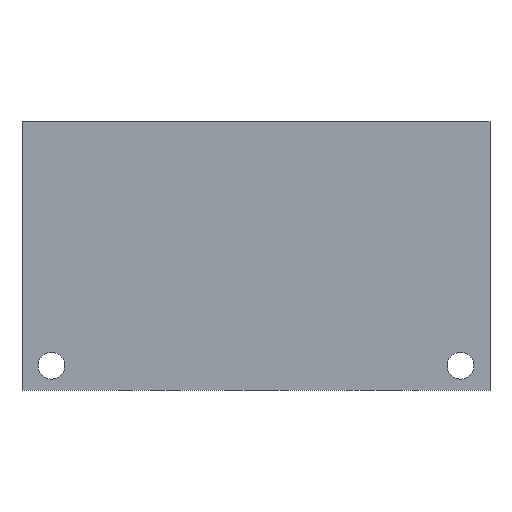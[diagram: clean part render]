
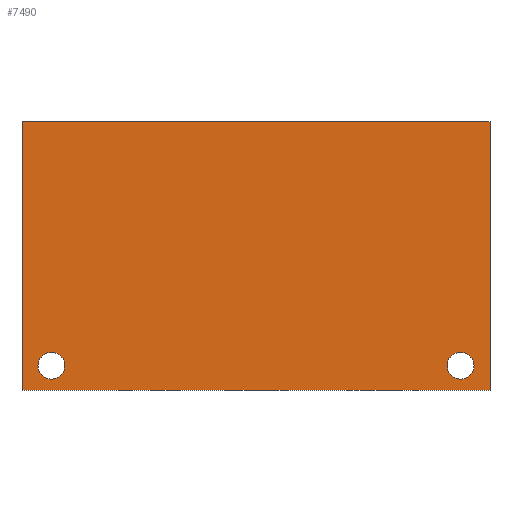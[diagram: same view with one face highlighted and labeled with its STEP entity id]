
A CAD part, front view. The second image highlights one B-rep face of the part: STEP entity #7490.
In plain terms, the highlighted planar face has unit normal (0, -1, 0).
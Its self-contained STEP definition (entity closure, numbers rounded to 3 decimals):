
#339=CIRCLE('',#10474,3.25);
#340=CIRCLE('',#10475,3.25);
#816=ORIENTED_EDGE('',*,*,#2948,.F.);
#817=ORIENTED_EDGE('',*,*,#2949,.F.);
#818=ORIENTED_EDGE('',*,*,#2950,.F.);
#819=ORIENTED_EDGE('',*,*,#2947,.F.);
#820=ORIENTED_EDGE('',*,*,#2882,.T.);
#821=ORIENTED_EDGE('',*,*,#2951,.T.);
#2882=EDGE_CURVE('',#3952,#3951,#4706,.T.);
#2947=EDGE_CURVE('',#3952,#4013,#4737,.T.);
#2948=EDGE_CURVE('',#4014,#4014,#339,.T.);
#2949=EDGE_CURVE('',#4015,#4015,#340,.T.);
#2950=EDGE_CURVE('',#4013,#4016,#4738,.T.);
#2951=EDGE_CURVE('',#3951,#4016,#4739,.T.);
#3951=VERTEX_POINT('',#13808);
#3952=VERTEX_POINT('',#13810);
#4013=VERTEX_POINT('',#13965);
#4014=VERTEX_POINT('',#13969);
#4015=VERTEX_POINT('',#13971);
#4016=VERTEX_POINT('',#13973);
#4706=LINE('',#13809,#5321);
#4737=LINE('',#13966,#5352);
#4738=LINE('',#13972,#5353);
#4739=LINE('',#13974,#5354);
#5321=VECTOR('',#11367,1000.);
#5352=VECTOR('',#11472,1000.);
#5353=VECTOR('',#11479,1000.);
#5354=VECTOR('',#11480,1000.);
#5965=EDGE_LOOP('',(#816));
#5966=EDGE_LOOP('',(#817));
#5967=EDGE_LOOP('',(#818,#819,#820,#821));
#6619=FACE_BOUND('',#5965,.T.);
#6620=FACE_BOUND('',#5966,.T.);
#6621=FACE_BOUND('',#5967,.T.);
#7238=PLANE('',#10473);
#7490=ADVANCED_FACE('',(#6619,#6620,#6621),#7238,.T.);
#10473=AXIS2_PLACEMENT_3D('',#13967,#11473,#11474);
#10474=AXIS2_PLACEMENT_3D('',#13968,#11475,#11476);
#10475=AXIS2_PLACEMENT_3D('',#13970,#11477,#11478);
#11367=DIRECTION('',(1.,0.,0.));
#11472=DIRECTION('',(0.,0.,1.));
#11473=DIRECTION('',(0.,-1.,0.));
#11474=DIRECTION('',(0.,0.,-1.));
#11475=DIRECTION('',(0.,-1.,0.));
#11476=DIRECTION('',(0.,0.,-1.));
#11477=DIRECTION('',(0.,-1.,0.));
#11478=DIRECTION('',(0.,0.,-1.));
#11479=DIRECTION('',(1.,0.,0.));
#11480=DIRECTION('',(0.,0.,1.));
#13808=CARTESIAN_POINT('',(113.1,0.,-65.));
#13809=CARTESIAN_POINT('',(0.,0.,-65.));
#13810=CARTESIAN_POINT('',(0.,0.,-65.));
#13965=CARTESIAN_POINT('',(0.,0.,0.));
#13966=CARTESIAN_POINT('',(0.,0.,-65.));
#13967=CARTESIAN_POINT('',(0.,0.,-65.));
#13968=CARTESIAN_POINT('',(106.,0.,-59.));
#13969=CARTESIAN_POINT('',(106.,0.,-62.25));
#13970=CARTESIAN_POINT('',(7.1,0.,-59.));
#13971=CARTESIAN_POINT('',(7.1,0.,-62.25));
#13972=CARTESIAN_POINT('',(0.,0.,0.));
#13973=CARTESIAN_POINT('',(113.1,0.,0.));
#13974=CARTESIAN_POINT('',(113.1,0.,-65.));
